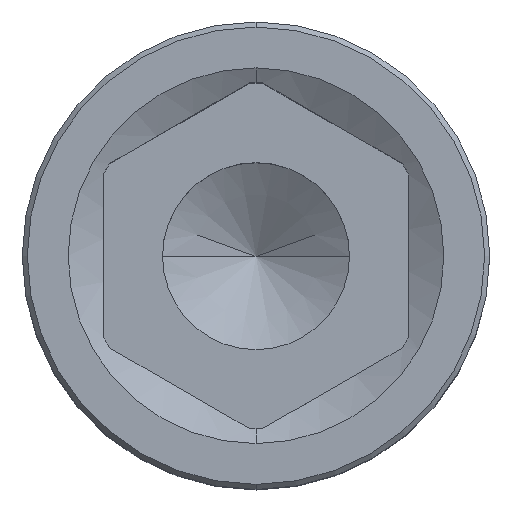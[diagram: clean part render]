
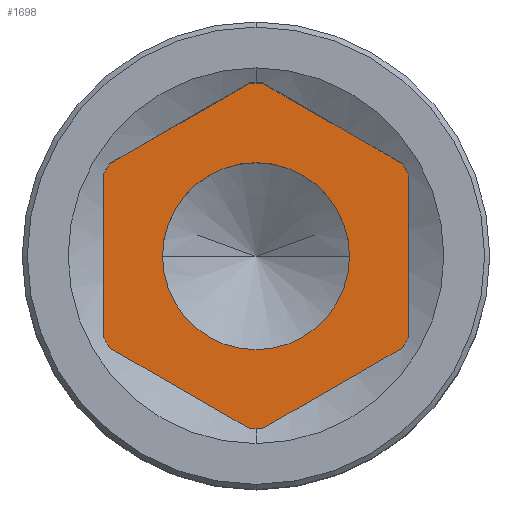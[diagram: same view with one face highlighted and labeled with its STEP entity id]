
A CAD part, top view. The second image highlights one B-rep face of the part: STEP entity #1698.
In plain terms, the highlighted planar face has unit normal (0, 0, 1).
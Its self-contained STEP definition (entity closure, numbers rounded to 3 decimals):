
#238=DIRECTION('',(0.,-1.,0.));
#239=VECTOR('',#238,9.472);
#240=CARTESIAN_POINT('',(-9.,4.736,86.));
#241=LINE('',#240,#239);
#242=CARTESIAN_POINT('',(0.,0.,86.));
#243=DIRECTION('',(0.,0.,1.));
#244=DIRECTION('',(-0.846,0.534,0.));
#245=AXIS2_PLACEMENT_3D('',#242,#243,#244);
#247=DIRECTION('',(-0.866,-0.5,0.));
#248=VECTOR('',#247,9.472);
#249=CARTESIAN_POINT('',(-0.399,10.162,86.));
#250=LINE('',#249,#248);
#251=CARTESIAN_POINT('',(0.,0.,86.));
#252=DIRECTION('',(0.,0.,1.));
#253=DIRECTION('',(0.039,0.999,0.));
#254=AXIS2_PLACEMENT_3D('',#251,#252,#253);
#256=DIRECTION('',(-0.866,0.5,0.));
#257=VECTOR('',#256,9.472);
#258=CARTESIAN_POINT('',(8.601,5.426,86.));
#259=LINE('',#258,#257);
#260=CARTESIAN_POINT('',(0.,0.,86.));
#261=DIRECTION('',(0.,0.,1.));
#262=DIRECTION('',(0.885,0.466,0.));
#263=AXIS2_PLACEMENT_3D('',#260,#261,#262);
#265=DIRECTION('',(0.,1.,0.));
#266=VECTOR('',#265,9.472);
#267=CARTESIAN_POINT('',(9.,-4.736,86.));
#268=LINE('',#267,#266);
#269=CARTESIAN_POINT('',(0.,0.,86.));
#270=DIRECTION('',(0.,0.,1.));
#271=DIRECTION('',(0.846,-0.534,0.));
#272=AXIS2_PLACEMENT_3D('',#269,#270,#271);
#274=DIRECTION('',(0.866,0.5,0.));
#275=VECTOR('',#274,9.472);
#276=CARTESIAN_POINT('',(0.399,-10.162,86.));
#277=LINE('',#276,#275);
#278=CARTESIAN_POINT('',(0.,0.,86.));
#279=DIRECTION('',(0.,0.,1.));
#280=DIRECTION('',(-0.039,-0.999,0.));
#281=AXIS2_PLACEMENT_3D('',#278,#279,#280);
#283=DIRECTION('',(0.866,-0.5,0.));
#284=VECTOR('',#283,9.472);
#285=CARTESIAN_POINT('',(-8.601,-5.426,86.));
#286=LINE('',#285,#284);
#287=CARTESIAN_POINT('',(0.,0.,86.));
#288=DIRECTION('',(0.,0.,1.));
#289=DIRECTION('',(-0.885,-0.466,0.));
#290=AXIS2_PLACEMENT_3D('',#287,#288,#289);
#292=CARTESIAN_POINT('',(0.,0.,86.));
#293=DIRECTION('',(0.,0.,1.));
#294=DIRECTION('',(-1.,0.,0.));
#295=AXIS2_PLACEMENT_3D('',#292,#293,#294);
#297=CARTESIAN_POINT('',(0.,0.,86.));
#298=DIRECTION('',(0.,0.,1.));
#299=DIRECTION('',(1.,0.,0.));
#300=AXIS2_PLACEMENT_3D('',#297,#298,#299);
#1161=CARTESIAN_POINT('',(-9.,4.736,86.));
#1162=CARTESIAN_POINT('',(-9.,-4.736,86.));
#1163=VERTEX_POINT('',#1161);
#1164=VERTEX_POINT('',#1162);
#1165=CARTESIAN_POINT('',(-8.601,-5.426,86.));
#1166=VERTEX_POINT('',#1165);
#1167=CARTESIAN_POINT('',(-0.399,-10.162,86.));
#1168=VERTEX_POINT('',#1167);
#1169=CARTESIAN_POINT('',(0.399,-10.162,86.));
#1170=VERTEX_POINT('',#1169);
#1171=CARTESIAN_POINT('',(8.601,-5.426,86.));
#1172=VERTEX_POINT('',#1171);
#1173=CARTESIAN_POINT('',(9.,-4.736,86.));
#1174=VERTEX_POINT('',#1173);
#1175=CARTESIAN_POINT('',(9.,4.736,86.));
#1176=VERTEX_POINT('',#1175);
#1177=CARTESIAN_POINT('',(8.601,5.426,86.));
#1178=VERTEX_POINT('',#1177);
#1179=CARTESIAN_POINT('',(0.399,10.162,86.));
#1180=VERTEX_POINT('',#1179);
#1181=CARTESIAN_POINT('',(-0.399,10.162,86.));
#1182=VERTEX_POINT('',#1181);
#1183=CARTESIAN_POINT('',(-8.601,5.426,86.));
#1184=VERTEX_POINT('',#1183);
#1322=CARTESIAN_POINT('',(-5.5,0.,86.));
#1323=CARTESIAN_POINT('',(5.5,0.,86.));
#1324=VERTEX_POINT('',#1322);
#1325=VERTEX_POINT('',#1323);
#1671=CARTESIAN_POINT('',(0.,0.,86.));
#1672=DIRECTION('',(0.,0.,1.));
#1673=DIRECTION('',(-1.,0.,0.));
#1674=AXIS2_PLACEMENT_3D('',#1671,#1672,#1673);
#1675=PLANE('',#1674);
#1676=ORIENTED_EDGE('',*,*,#1552,.F.);
#1677=ORIENTED_EDGE('',*,*,#1567,.F.);
#1678=ORIENTED_EDGE('',*,*,#1581,.F.);
#1679=ORIENTED_EDGE('',*,*,#1595,.F.);
#1680=ORIENTED_EDGE('',*,*,#1610,.F.);
#1681=ORIENTED_EDGE('',*,*,#1624,.F.);
#1682=ORIENTED_EDGE('',*,*,#1638,.F.);
#1683=ORIENTED_EDGE('',*,*,#1652,.F.);
#1684=ORIENTED_EDGE('',*,*,#1665,.F.);
#1685=ORIENTED_EDGE('',*,*,#1513,.F.);
#1687=ORIENTED_EDGE('',*,*,#1686,.F.);
#1689=ORIENTED_EDGE('',*,*,#1688,.F.);
#1690=EDGE_LOOP('',(#1676,#1677,#1678,#1679,#1680,#1681,#1682,#1683,#1684,#1685,
#1687,#1689));
#1691=FACE_OUTER_BOUND('',#1690,.F.);
#1693=ORIENTED_EDGE('',*,*,#1692,.T.);
#1695=ORIENTED_EDGE('',*,*,#1694,.T.);
#1696=EDGE_LOOP('',(#1693,#1695));
#1697=FACE_BOUND('',#1696,.F.);
#1698=ADVANCED_FACE('',(#1691,#1697),#1675,.T.);
#246=CIRCLE('',#245,10.17);
#255=CIRCLE('',#254,10.17);
#264=CIRCLE('',#263,10.17);
#273=CIRCLE('',#272,10.17);
#282=CIRCLE('',#281,10.17);
#291=CIRCLE('',#290,10.17);
#296=CIRCLE('',#295,5.5);
#301=CIRCLE('',#300,5.5);
#1513=EDGE_CURVE('',#1168,#1170,#282,.T.);
#1552=EDGE_CURVE('',#1163,#1164,#241,.T.);
#1567=EDGE_CURVE('',#1184,#1163,#246,.T.);
#1581=EDGE_CURVE('',#1182,#1184,#250,.T.);
#1595=EDGE_CURVE('',#1180,#1182,#255,.T.);
#1610=EDGE_CURVE('',#1178,#1180,#259,.T.);
#1624=EDGE_CURVE('',#1176,#1178,#264,.T.);
#1638=EDGE_CURVE('',#1174,#1176,#268,.T.);
#1652=EDGE_CURVE('',#1172,#1174,#273,.T.);
#1665=EDGE_CURVE('',#1170,#1172,#277,.T.);
#1686=EDGE_CURVE('',#1166,#1168,#286,.T.);
#1688=EDGE_CURVE('',#1164,#1166,#291,.T.);
#1692=EDGE_CURVE('',#1324,#1325,#296,.T.);
#1694=EDGE_CURVE('',#1325,#1324,#301,.T.);
